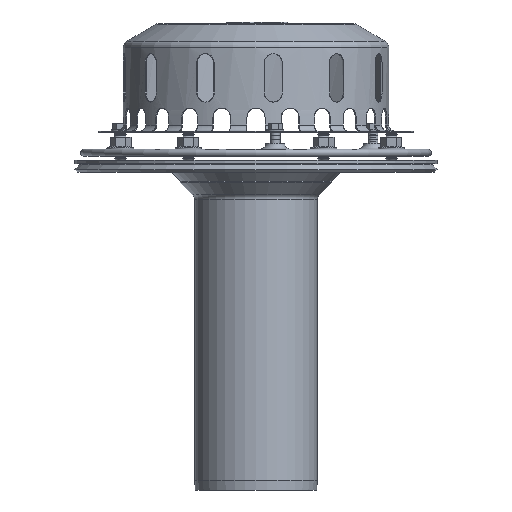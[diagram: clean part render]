
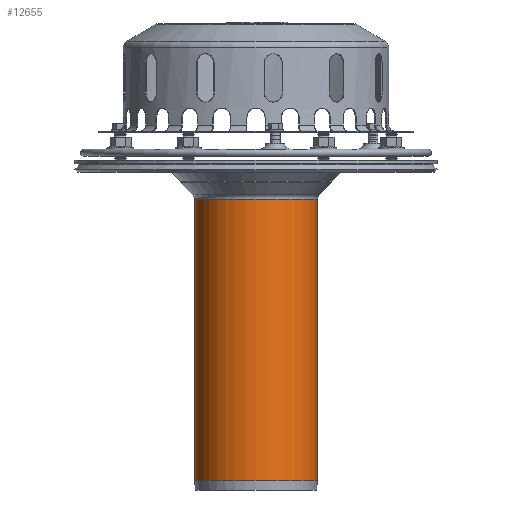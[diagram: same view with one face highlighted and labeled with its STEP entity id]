
A CAD part, front view. The second image highlights one B-rep face of the part: STEP entity #12655.
In plain terms, the highlighted cylindrical face has radius 508 mm (diameter 1016 mm), a full revolution.
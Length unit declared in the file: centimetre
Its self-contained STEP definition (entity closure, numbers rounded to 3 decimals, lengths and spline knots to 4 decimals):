
#492=CYLINDRICAL_SURFACE('',#13504,50.8);
#1147=FACE_OUTER_BOUND('',#1943,.T.);
#1943=EDGE_LOOP('',(#8415,#8416,#8417,#8418,#8419));
#2839=LINE('',#19043,#3586);
#3586=VECTOR('',#15153,50.8);
#4351=CIRCLE('',#13502,50.8);
#4352=CIRCLE('',#13503,50.8);
#4353=CIRCLE('',#13505,50.8);
#5133=VERTEX_POINT('',#19035);
#5134=VERTEX_POINT('',#19037);
#5135=VERTEX_POINT('',#19041);
#6376=EDGE_CURVE('',#5134,#5133,#4351,.T.);
#6377=EDGE_CURVE('',#5133,#5134,#4352,.T.);
#6378=EDGE_CURVE('',#5135,#5135,#4353,.T.);
#6379=EDGE_CURVE('',#5135,#5134,#2839,.T.);
#8415=ORIENTED_EDGE('',*,*,#6378,.F.);
#8416=ORIENTED_EDGE('',*,*,#6379,.T.);
#8417=ORIENTED_EDGE('',*,*,#6376,.T.);
#8418=ORIENTED_EDGE('',*,*,#6377,.T.);
#8419=ORIENTED_EDGE('',*,*,#6379,.F.);
#12655=ADVANCED_FACE('',(#1147),#492,.T.);
#13502=AXIS2_PLACEMENT_3D('',#19038,#15145,#15146);
#13503=AXIS2_PLACEMENT_3D('',#19039,#15147,#15148);
#13504=AXIS2_PLACEMENT_3D('',#19040,#15149,#15150);
#13505=AXIS2_PLACEMENT_3D('',#19042,#15151,#15152);
#15145=DIRECTION('center_axis',(0.,0.,
-1.));
#15146=DIRECTION('ref_axis',(-1.,0.,0.));
#15147=DIRECTION('center_axis',(0.,0.,
-1.));
#15148=DIRECTION('ref_axis',(-1.,0.,0.));
#15149=DIRECTION('center_axis',(0.,0.,
-1.));
#15150=DIRECTION('ref_axis',(1.,0.,0.));
#15151=DIRECTION('center_axis',(0.,0.,
-1.));
#15152=DIRECTION('ref_axis',(-1.,0.,0.));
#15153=DIRECTION('',(0.,0.,1.));
#19035=CARTESIAN_POINT('',(1103.9401,451.9934,118.4424));
#19037=CARTESIAN_POINT('',(1053.1401,401.1934,118.4424));
#19038=CARTESIAN_POINT('Origin',(1103.9401,401.1934,118.4424));
#19039=CARTESIAN_POINT('Origin',(1103.9401,401.1934,118.4424));
#19040=CARTESIAN_POINT('Origin',(1103.9401,401.1934,2.1587));
#19041=CARTESIAN_POINT('',(1053.1401,401.1934,-114.125));
#19042=CARTESIAN_POINT('Origin',(1103.9401,401.1934,-114.125));
#19043=CARTESIAN_POINT('',(1053.1401,401.1934,2.1587));
